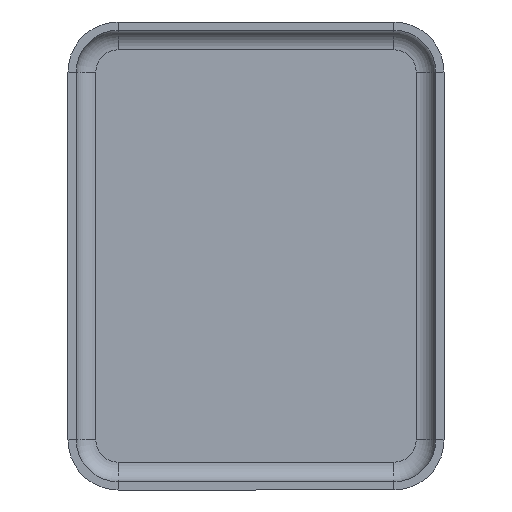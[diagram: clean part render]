
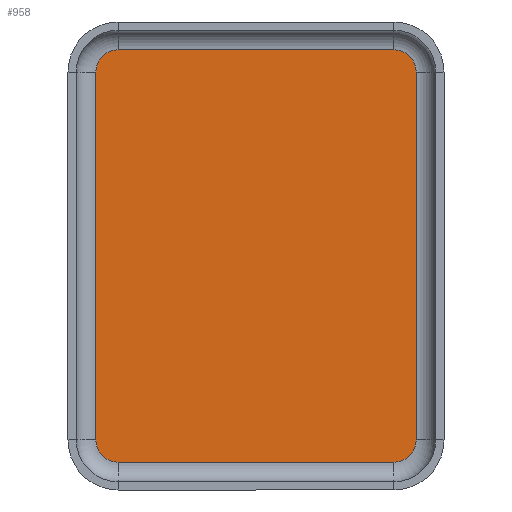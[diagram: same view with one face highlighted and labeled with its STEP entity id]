
A CAD part, front view. The second image highlights one B-rep face of the part: STEP entity #958.
In plain terms, the highlighted planar face has unit normal (0, -1, 0).
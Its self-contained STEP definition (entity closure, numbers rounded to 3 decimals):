
#10 = CARTESIAN_POINT ( 'NONE',  ( -4.95, -0.3, -7.4 ) ) ;
#11 = DIRECTION ( 'NONE',  ( 0., 0., -1. ) ) ;
#45 = VERTEX_POINT ( 'NONE', #1174 ) ;
#64 = CARTESIAN_POINT ( 'NONE',  ( 4.95, -0.3, -7.4 ) ) ;
#80 = CARTESIAN_POINT ( 'NONE',  ( 4.95, -0.3, -6.6 ) ) ;
#86 = EDGE_CURVE ( 'NONE', #592, #458, #1136, .T. ) ;
#112 = CARTESIAN_POINT ( 'NONE',  ( -5.75, -0.3, -6.6 ) ) ;
#150 = EDGE_CURVE ( 'NONE', #411, #45, #893, .T. ) ;
#152 = LINE ( 'NONE', #64, #791 ) ;
#173 = DIRECTION ( 'NONE',  ( 1., 0., 0. ) ) ;
#186 = EDGE_CURVE ( 'NONE', #458, #1033, #876, .T. ) ;
#245 = DIRECTION ( 'NONE',  ( 0., 0., 1. ) ) ;
#248 = CARTESIAN_POINT ( 'NONE',  ( 5.75, -0.3, 6.6 ) ) ;
#293 = FACE_OUTER_BOUND ( 'NONE', #1029, .T. ) ;
#320 = AXIS2_PLACEMENT_3D ( 'NONE', #433, #1140, #513 ) ;
#343 = EDGE_CURVE ( 'NONE', #1135, #411, #923, .T. ) ;
#350 = ORIENTED_EDGE ( 'NONE', *, *, #343, .F. ) ;
#372 = VECTOR ( 'NONE', #11, 1000. ) ;
#385 = DIRECTION ( 'NONE',  ( 0., 0., 1. ) ) ;
#404 = ORIENTED_EDGE ( 'NONE', *, *, #587, .F. ) ;
#411 = VERTEX_POINT ( 'NONE', #1111 ) ;
#414 = DIRECTION ( 'NONE',  ( -1., 0., 0. ) ) ;
#417 = DIRECTION ( 'NONE',  ( 0., 0., -1. ) ) ;
#419 = CIRCLE ( 'NONE', #320, 0.8 ) ;
#433 = CARTESIAN_POINT ( 'NONE',  ( 4.95, -0.3, 6.6 ) ) ;
#458 = VERTEX_POINT ( 'NONE', #1042 ) ;
#493 = CARTESIAN_POINT ( 'NONE',  ( -4.95, -0.3, 7.4 ) ) ;
#502 = CARTESIAN_POINT ( 'NONE',  ( 4.95, -0.3, 6.6 ) ) ;
#513 = DIRECTION ( 'NONE',  ( 0., 0., 1. ) ) ;
#574 = AXIS2_PLACEMENT_3D ( 'NONE', #737, #928, #385 ) ;
#585 = ORIENTED_EDGE ( 'NONE', *, *, #186, .F. ) ;
#587 = EDGE_CURVE ( 'NONE', #844, #592, #419, .T. ) ;
#588 = DIRECTION ( 'NONE',  ( 0., 0., 1. ) ) ;
#592 = VERTEX_POINT ( 'NONE', #248 ) ;
#655 = VECTOR ( 'NONE', #173, 1000. ) ;
#681 = PLANE ( 'NONE',  #1006 ) ;
#682 = LINE ( 'NONE', #887, #655 ) ;
#698 = CARTESIAN_POINT ( 'NONE',  ( 5.75, -0.3, 6.6 ) ) ;
#701 = DIRECTION ( 'NONE',  ( 0., 1., 0. ) ) ;
#723 = AXIS2_PLACEMENT_3D ( 'NONE', #80, #701, #245 ) ;
#735 = DIRECTION ( 'NONE',  ( 0., 0., 1. ) ) ;
#737 = CARTESIAN_POINT ( 'NONE',  ( -4.95, -0.3, -6.6 ) ) ;
#744 = ORIENTED_EDGE ( 'NONE', *, *, #150, .F. ) ;
#774 = AXIS2_PLACEMENT_3D ( 'NONE', #1143, #1062, #588 ) ;
#777 = CARTESIAN_POINT ( 'NONE',  ( 4.95, -0.3, 7.4 ) ) ;
#791 = VECTOR ( 'NONE', #414, 1000. ) ;
#804 = CARTESIAN_POINT ( 'NONE',  ( 4.95, -0.3, -7.4 ) ) ;
#844 = VERTEX_POINT ( 'NONE', #777 ) ;
#859 = ORIENTED_EDGE ( 'NONE', *, *, #997, .F. ) ;
#876 = CIRCLE ( 'NONE', #723, 0.8 ) ;
#887 = CARTESIAN_POINT ( 'NONE',  ( -4.95, -0.3, 7.4 ) ) ;
#892 = ORIENTED_EDGE ( 'NONE', *, *, #86, .F. ) ;
#893 = LINE ( 'NONE', #112, #1047 ) ;
#923 = CIRCLE ( 'NONE', #574, 0.8 ) ;
#928 = DIRECTION ( 'NONE',  ( 0., 1., 0. ) ) ;
#929 = ORIENTED_EDGE ( 'NONE', *, *, #936, .F. ) ;
#936 = EDGE_CURVE ( 'NONE', #45, #969, #1077, .T. ) ;
#950 = ORIENTED_EDGE ( 'NONE', *, *, #954, .F. ) ;
#954 = EDGE_CURVE ( 'NONE', #1033, #1135, #152, .T. ) ;
#958 = ADVANCED_FACE ( 'NONE', ( #293 ), #681, .T. ) ;
#969 = VERTEX_POINT ( 'NONE', #493 ) ;
#975 = DIRECTION ( 'NONE',  ( 0., -1., 0. ) ) ;
#997 = EDGE_CURVE ( 'NONE', #969, #844, #682, .T. ) ;
#1006 = AXIS2_PLACEMENT_3D ( 'NONE', #502, #975, #417 ) ;
#1029 = EDGE_LOOP ( 'NONE', ( #404, #859, #929, #744, #350, #950, #585, #892 ) ) ;
#1033 = VERTEX_POINT ( 'NONE', #804 ) ;
#1042 = CARTESIAN_POINT ( 'NONE',  ( 5.75, -0.3, -6.6 ) ) ;
#1047 = VECTOR ( 'NONE', #735, 1000. ) ;
#1062 = DIRECTION ( 'NONE',  ( 0., 1., 0. ) ) ;
#1077 = CIRCLE ( 'NONE', #774, 0.8 ) ;
#1111 = CARTESIAN_POINT ( 'NONE',  ( -5.75, -0.3, -6.6 ) ) ;
#1135 = VERTEX_POINT ( 'NONE', #10 ) ;
#1136 = LINE ( 'NONE', #698, #372 ) ;
#1140 = DIRECTION ( 'NONE',  ( 0., 1., 0. ) ) ;
#1143 = CARTESIAN_POINT ( 'NONE',  ( -4.95, -0.3, 6.6 ) ) ;
#1174 = CARTESIAN_POINT ( 'NONE',  ( -5.75, -0.3, 6.6 ) ) ;
